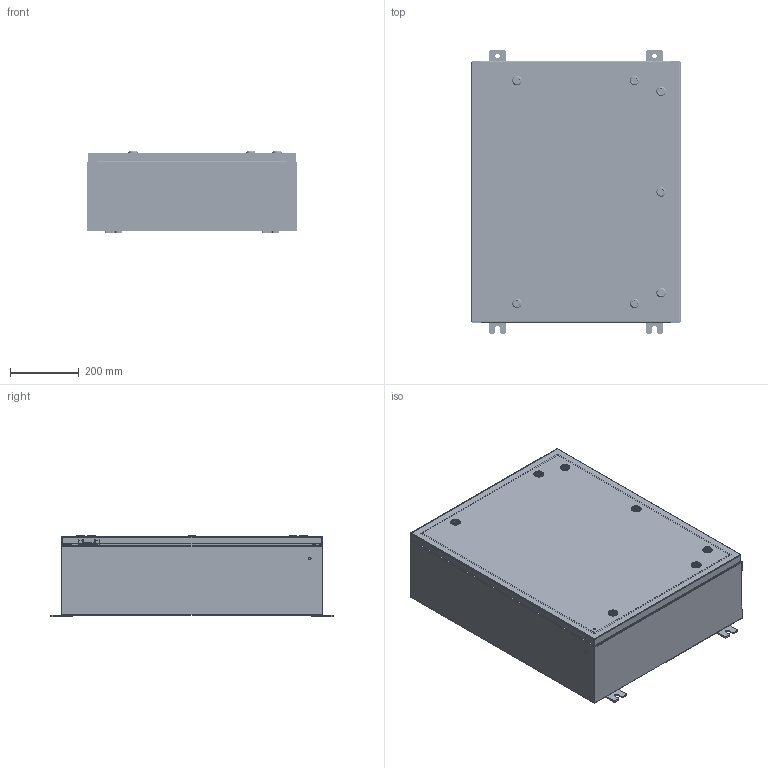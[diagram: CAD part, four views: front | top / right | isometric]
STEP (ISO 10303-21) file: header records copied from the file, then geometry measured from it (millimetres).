
FILE_DESCRIPTION (( 'STEP AP203' ), '1' );
FILE_NAME ('CHDSS6302408WP.STEP', '2014-02-24T14:37:21', ( 'changeme' ), ( 'Microsoft' ), 'SwSTEP 2.0', 'SolidWorks 2013', '' );
FILE_SCHEMA (( 'CONFIG_CONTROL_DESIGN' ));
Length unit declared in the file: inch
Products named in the file (18): Housing-211301-IB-Industrilas_Housing-211301-IB-Industrilas; CHDSS6302408WP Mounting Feet; Nut-211301-IB-Industrilas_Nut-211301-IB-Industrilas; Quarter-20 CD Stud; Washer-221320-IB-Industrilas_Washer-221320-IB-Industrilas; CHDSS6302408WP Cover; Screw-221320-IB-Industrilas_Screw-221320-IB-Industrilas; CHDSS6302408WP Body; Insert-221320-IB-Industrilas_Insert-221320-IB-Industrilas; CHDSS6302408WP Bottom; HW-CLH-E5-8004_Cam-232112-U-Industrilas; CHDSS6302408WP Top; HW-CLH-R001-0500_2412-026240-2445-Industrilas; Concealed Hinge (Cover Side); CHDSS6302408WP Backpanel; CHDSS6302408WP; Concealed Hinge enclosure side; CHDSS6302408WP Mounting Studs
Assembly tree (30 placements, depth 3):
  CHDSS6302408WP
    CHDSS6302408WP Backpanel
    CHDSS6302408WP Mounting Studs  x4
    CHDSS6302408WP Mounting Feet  x4
    Quarter-20 CD Stud  x2
    CHDSS6302408WP Cover
    CHDSS6302408WP Body
    CHDSS6302408WP Bottom
    CHDSS6302408WP Top
    Concealed Hinge (Cover Side)
    Concealed Hinge enclosure side
    HW-CLH-R001-0500_2412-026240-2445-Industrilas  x7
      Housing-211301-IB-Industrilas_Housing-211301-IB-Industrilas
      Nut-211301-IB-Industrilas_Nut-211301-IB-Industrilas
      Washer-221320-IB-Industrilas_Washer-221320-IB-Industrilas
      Screw-221320-IB-Industrilas_Screw-221320-IB-Industrilas
      Insert-221320-IB-Industrilas_Insert-221320-IB-Industrilas
      HW-CLH-E5-8004_Cam-232112-U-Industrilas
Bounding box: 609.6 x 825.5 x 237.64 mm (x, y, z)
Volume: 4370367.2 mm3; surface area: 4267046.2 mm2
Topology: 59 solids, 59 shells, 6198 faces, 15695 edges, 9629 vertices
Faces by surface type: cylinder 1928, plane 1788, bspline 1471, cone 838, torus 124, sphere 49
Entity records: 63774 total; most frequent: CARTESIAN_POINT 35073, ORIENTED_EDGE 5978, DIRECTION 4939, EDGE_CURVE 2989, AXIS2_PLACEMENT_3D 1829, VERTEX_POINT 1815, VECTOR 1281, LINE 1281
